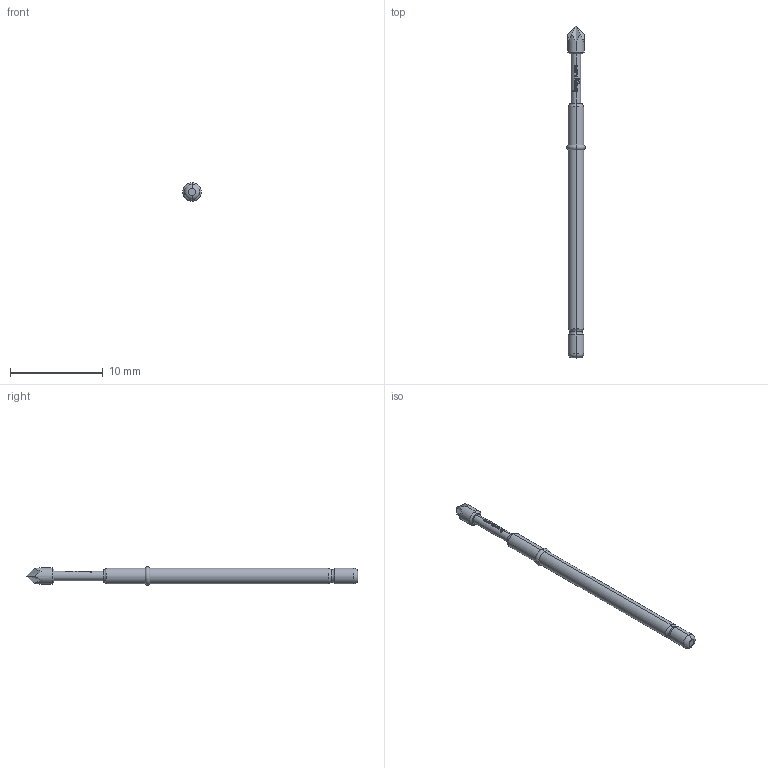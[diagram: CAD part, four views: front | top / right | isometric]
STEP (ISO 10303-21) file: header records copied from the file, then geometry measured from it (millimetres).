
FILE_DESCRIPTION (( 'STEP AP203' ), '1' );
FILE_NAME ('INGUN_GKS-112_217_175_N_xx05.STEP', '2022-01-12T09:30:10', ( 'ochi' ), ( '' ), 'SwSTEP 2.0', 'SolidWorks 2018', '' );
FILE_SCHEMA (( 'CONFIG_CONTROL_DESIGN' ));
Length unit declared in the file: millimetre
Products named in the file (1): INGUN_GKS-112_217_175_N_xx05
Bounding box: 2 x 35.7 x 2 mm (x, y, z)
Volume: 67.5 mm3; surface area: 178 mm2
Topology: 1 solids, 1 shells, 118 faces, 312 edges, 199 vertices
Faces by surface type: plane 55, cylinder 29, bspline 22, torus 10, cone 2
Entity records: 3991 total; most frequent: CARTESIAN_POINT 1166, ORIENTED_EDGE 624, DIRECTION 520, EDGE_CURVE 312, AXIS2_PLACEMENT_3D 209, VERTEX_POINT 199, EDGE_LOOP 121, ADVANCED_FACE 118
